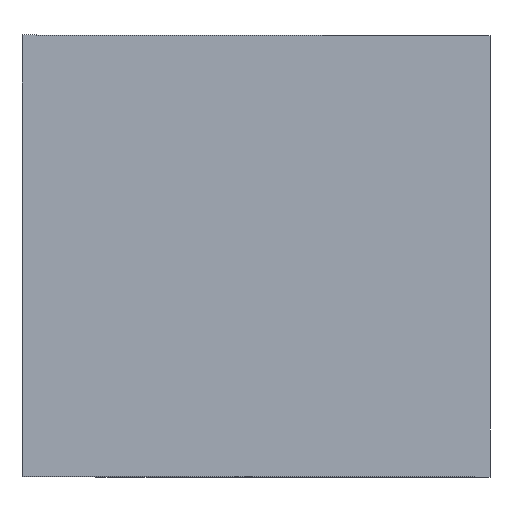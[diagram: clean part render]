
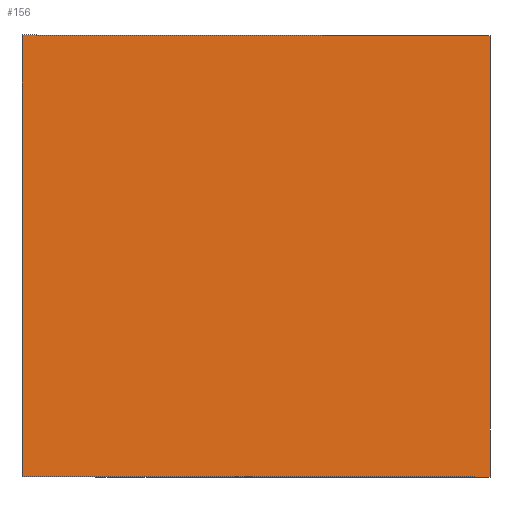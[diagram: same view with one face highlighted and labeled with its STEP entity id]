
A CAD part, top view. The second image highlights one B-rep face of the part: STEP entity #156.
In plain terms, the highlighted planar face has unit normal (0.707, 0, 0.707).
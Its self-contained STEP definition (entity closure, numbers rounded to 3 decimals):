
#17 = ORIENTED_EDGE ( 'NONE', *, *, #220, .F. ) ;
#21 = FACE_OUTER_BOUND ( 'NONE', #132, .T. ) ;
#22 = DIRECTION ( 'NONE',  ( -0.707, 0., -0.707 ) ) ;
#24 = CARTESIAN_POINT ( 'NONE',  ( 7.607, 0., -3. ) ) ;
#51 = LINE ( 'NONE', #77, #262 ) ;
#65 = VERTEX_POINT ( 'NONE', #24 ) ;
#67 = VERTEX_POINT ( 'NONE', #120 ) ;
#70 = CARTESIAN_POINT ( 'NONE',  ( -3., 10., 7.607 ) ) ;
#77 = CARTESIAN_POINT ( 'NONE',  ( 7.607, 10., -3. ) ) ;
#90 = CARTESIAN_POINT ( 'NONE',  ( -3., 0., 7.607 ) ) ;
#93 = CARTESIAN_POINT ( 'NONE',  ( -3., 10., 7.607 ) ) ;
#97 = VECTOR ( 'NONE', #218, 1000. ) ;
#106 = ORIENTED_EDGE ( 'NONE', *, *, #171, .T. ) ;
#109 = EDGE_CURVE ( 'NONE', #302, #183, #240, .T. ) ;
#114 = LINE ( 'NONE', #90, #281 ) ;
#117 = CARTESIAN_POINT ( 'NONE',  ( -3., 10., 7.607 ) ) ;
#120 = CARTESIAN_POINT ( 'NONE',  ( 7.607, 10., -3. ) ) ;
#132 = EDGE_LOOP ( 'NONE', ( #106, #17, #184, #155 ) ) ;
#155 = ORIENTED_EDGE ( 'NONE', *, *, #109, .T. ) ;
#156 = ADVANCED_FACE ( 'NONE', ( #21 ), #196, .F. ) ;
#161 = EDGE_CURVE ( 'NONE', #302, #67, #310, .T. ) ;
#171 = EDGE_CURVE ( 'NONE', #183, #65, #114, .T. ) ;
#183 = VERTEX_POINT ( 'NONE', #268 ) ;
#184 = ORIENTED_EDGE ( 'NONE', *, *, #161, .F. ) ;
#196 = PLANE ( 'NONE',  #200 ) ;
#200 = AXIS2_PLACEMENT_3D ( 'NONE', #70, #22, #291 ) ;
#216 = DIRECTION ( 'NONE',  ( 0.707, 0., -0.707 ) ) ;
#218 = DIRECTION ( 'NONE',  ( 0.707, 0., -0.707 ) ) ;
#219 = DIRECTION ( 'NONE',  ( 0., -1., 0. ) ) ;
#220 = EDGE_CURVE ( 'NONE', #67, #65, #51, .T. ) ;
#225 = VECTOR ( 'NONE', #219, 1000. ) ;
#240 = LINE ( 'NONE', #309, #225 ) ;
#262 = VECTOR ( 'NONE', #269, 1000. ) ;
#268 = CARTESIAN_POINT ( 'NONE',  ( -3., 0., 7.607 ) ) ;
#269 = DIRECTION ( 'NONE',  ( 0., -1., 0. ) ) ;
#281 = VECTOR ( 'NONE', #216, 1000. ) ;
#291 = DIRECTION ( 'NONE',  ( -0.707, 0., 0.707 ) ) ;
#302 = VERTEX_POINT ( 'NONE', #93 ) ;
#309 = CARTESIAN_POINT ( 'NONE',  ( -3., 10., 7.607 ) ) ;
#310 = LINE ( 'NONE', #117, #97 ) ;
